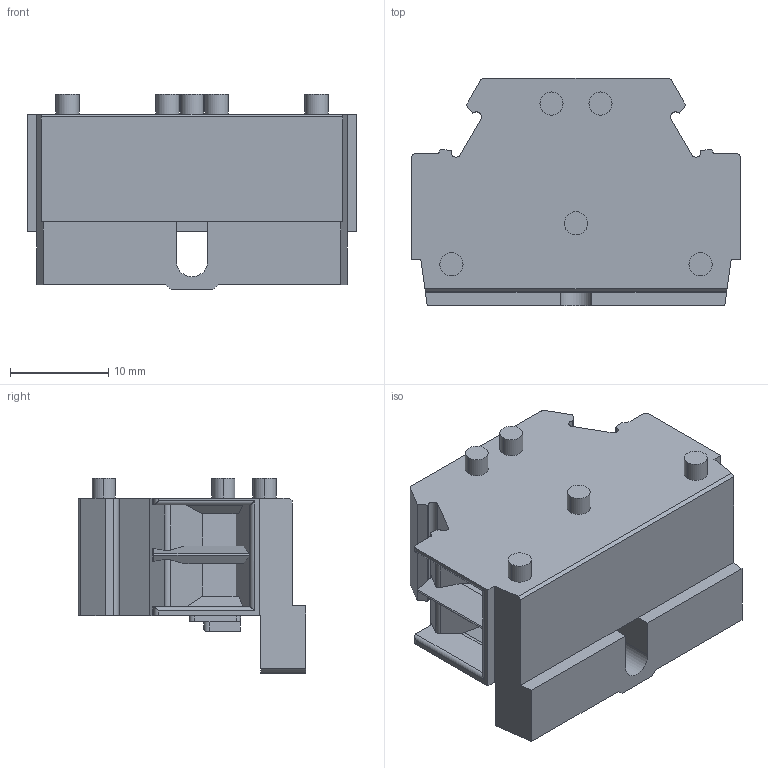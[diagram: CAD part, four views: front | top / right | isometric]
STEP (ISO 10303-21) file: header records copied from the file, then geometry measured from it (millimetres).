
FILE_DESCRIPTION((''),'2;1');
FILE_NAME('4-2-2','2024-03-01T',('dell'),(''),'PRO/ENGINEER BY PARAMETRIC TECHNOLOGY CORPORATION, 2013230','PRO/ENGINEER BY PARAMETRIC TECHNOLOGY CORPORATION, 2013230','');
FILE_SCHEMA(('AUTOMOTIVE_DESIGN { 1 0 10303 214 1 1 1 1 }'));
Length unit declared in the file: millimetre
Products named in the file (1): 4-2-2
Bounding box: 33.6 x 23.2 x 19.9 mm (x, y, z)
Volume: 5366.5 mm3; surface area: 5616 mm2
Topology: 1 solids, 1 shells, 197 faces, 544 edges, 360 vertices
Faces by surface type: plane 136, cylinder 61
Entity records: 6362 total; most frequent: CARTESIAN_POINT 1219, ORIENTED_EDGE 1088, DIRECTION 1004, EDGE_CURVE 544, VECTOR 418, LINE 418, VERTEX_POINT 360, AXIS2_PLACEMENT_3D 293
